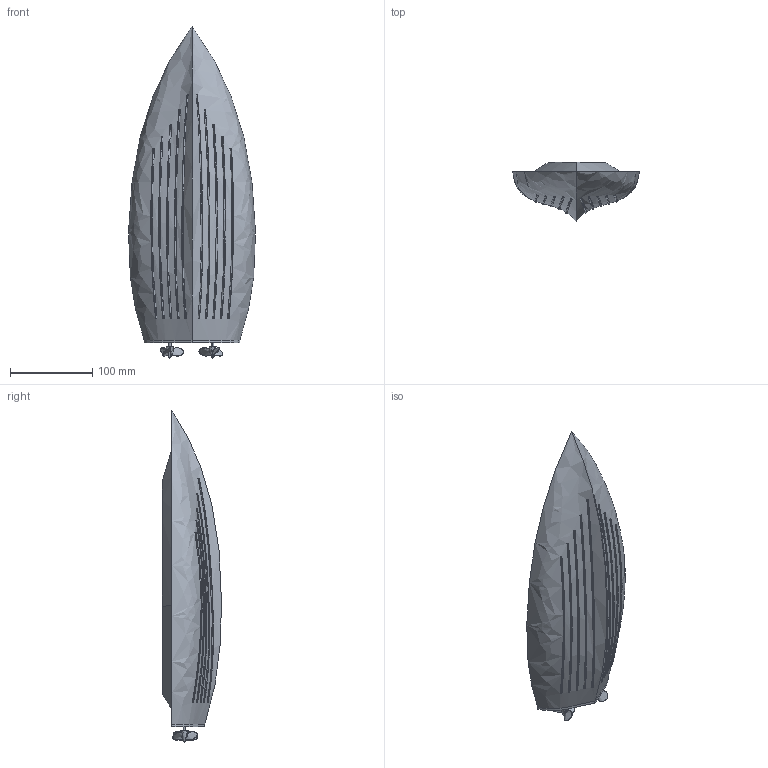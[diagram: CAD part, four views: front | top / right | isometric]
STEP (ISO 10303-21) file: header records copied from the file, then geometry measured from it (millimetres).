
FILE_DESCRIPTION (( 'STEP AP214' ), '1' );
FILE_NAME ('deep_v_twin_motor1.STEP', '2022-10-30T10:24:21', ( '' ), ( '' ), 'SwSTEP 2.0', 'SolidWorks 2021', '' );
FILE_SCHEMA (( 'AUTOMOTIVE_DESIGN' ));
Length unit declared in the file: millimetre
Products named in the file (5): Battery; boat_deep_v_twin_motor; PP_17; deep_v_twin_motor1; twin_motor
Assembly tree (6 placements, depth 2):
  deep_v_twin_motor1
    boat_deep_v_twin_motor
    twin_motor  x2
    PP_17  x2
    Battery
Bounding box: 154.03 x 71.61 x 402.68 mm (x, y, z)
Volume: 567029.1 mm3; surface area: 291277.7 mm2
Topology: 6 solids, 7 shells, 374 faces, 937 edges, 545 vertices
Faces by surface type: bspline 270, plane 52, cylinder 24, sphere 12, cone 8, torus 8
Entity records: 31535 total; most frequent: CARTESIAN_POINT 25309, ORIENTED_EDGE 1344, EDGE_CURVE 672, B_SPLINE_CURVE_WITH_KNOTS 477, DIRECTION 429, VERTEX_POINT 416, EDGE_LOOP 294, ADVANCED_FACE 272
